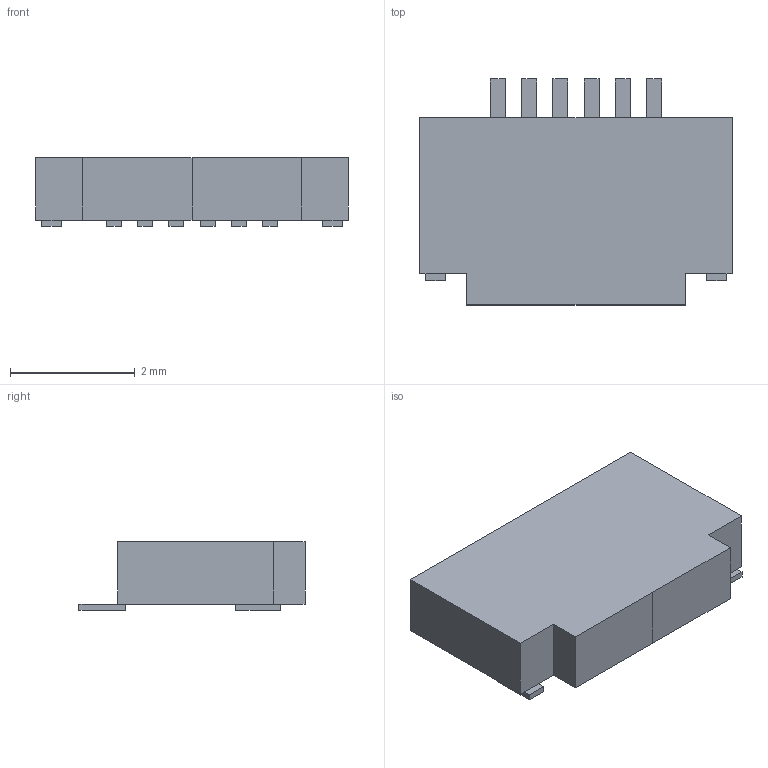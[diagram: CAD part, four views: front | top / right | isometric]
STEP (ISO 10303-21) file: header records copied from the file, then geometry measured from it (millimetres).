
FILE_DESCRIPTION(('FreeCAD Model'),'2;1');
FILE_NAME('11673962.2.2.stp','2023-12-11T16:24:09',( 'Author'),(''),'Open CASCADE STEP processor 6.9','FreeCAD','Unknown' );
FILE_SCHEMA(('AUTOMOTIVE_DESIGN { 1 0 10303 214 1 1 1 1 }'));
Length unit declared in the file: millimetre
Products named in the file (3): ASSEMBLY; Body; Pins
Assembly tree (2 placements, depth 2):
  ASSEMBLY
    Body
    Pins
Bounding box: 5 x 3.62 x 1.1 mm (x, y, z)
Volume: 14.4 mm3; surface area: 49.1 mm2
Topology: 9 solids, 9 shells, 59 faces, 123 edges, 82 vertices
Faces by surface type: plane 59
Entity records: 3251 total; most frequent: CARTESIAN_POINT 513, DIRECTION 493, LINE 369, VECTOR 369, ORIENTED_EDGE 246, PCURVE 246, DEFINITIONAL_REPRESENTATION 246, EDGE_CURVE 123
